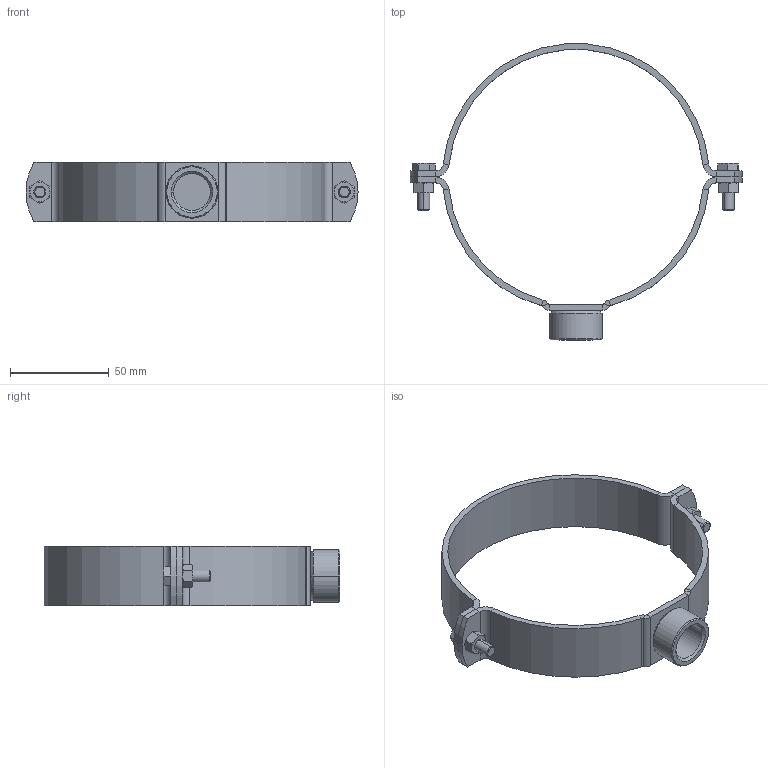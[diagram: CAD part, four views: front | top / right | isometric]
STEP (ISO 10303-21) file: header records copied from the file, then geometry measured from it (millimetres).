
FILE_DESCRIPTION (( 'STEP AP203' ), '1' );
FILE_NAME ('51.807.STEP', '2019-11-21T15:45:39', ( '' ), ( '' ), 'SwSTEP 2.0', 'SolidWorks 2019', '' );
FILE_SCHEMA (( 'CONFIG_CONTROL_DESIGN' ));
Length unit declared in the file: millimetre
Products named in the file (7): 1000003276_08 - Gr.129 - H-17101.008; 1000003262; 1000003282_08 - Gr.129 - H-17102.608; 1000003275_08 - Gr. 129 - H-17100.008; 1000003483; 1000003485; 51.807
Assembly tree (8 placements, depth 3):
  51.807
    1000003282_08 - Gr.129 - H-17102.608
      1000003276_08 - Gr.129 - H-17101.008
      1000003262
    1000003275_08 - Gr. 129 - H-17100.008
    1000003483  x2
    1000003485  x2
Bounding box: 168 x 149.75 x 30 mm (x, y, z)
Volume: 48178.4 mm3; surface area: 35794.2 mm2
Topology: 7 solids, 7 shells, 202 faces, 424 edges, 238 vertices
Faces by surface type: plane 90, cone 62, cylinder 50
Entity records: 4726 total; most frequent: CARTESIAN_POINT 795, DIRECTION 713, ORIENTED_EDGE 612, EDGE_CURVE 306, AXIS2_PLACEMENT_3D 285, VERTEX_POINT 171, EDGE_LOOP 159, FACE_OUTER_BOUND 146
